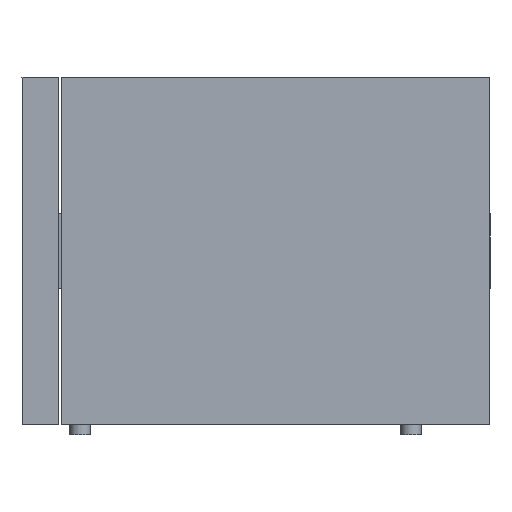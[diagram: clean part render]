
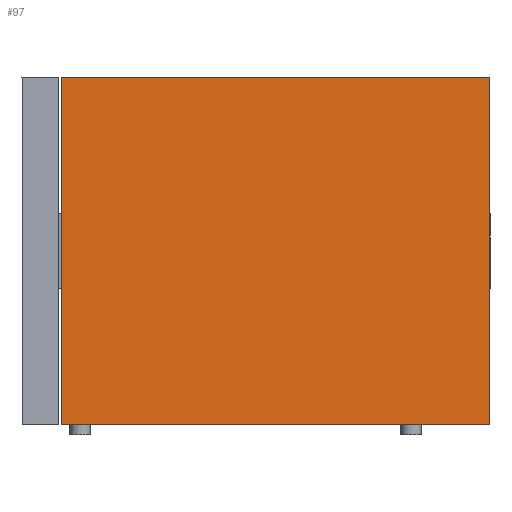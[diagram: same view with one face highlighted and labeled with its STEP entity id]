
A CAD part, left-side view. The second image highlights one B-rep face of the part: STEP entity #97.
In plain terms, the highlighted free-form (B-spline) face has degree [2, 1] with [3, 2] control points.
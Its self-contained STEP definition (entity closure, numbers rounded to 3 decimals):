
#97=ADVANCED_FACE('',(#143),#621,.T.);
#143=FACE_OUTER_BOUND('',#189,.T.);
#189=EDGE_LOOP('',(#327,#328,#329,#330));
#327=ORIENTED_EDGE('',*,*,#434,.T.);
#328=ORIENTED_EDGE('',*,*,#435,.T.);
#329=ORIENTED_EDGE('',*,*,#436,.F.);
#330=ORIENTED_EDGE('',*,*,#432,.F.);
#432=EDGE_CURVE('',#569,#570,#505,.T.);
#434=EDGE_CURVE('',#569,#571,#507,.T.);
#435=EDGE_CURVE('',#571,#572,#508,.T.);
#436=EDGE_CURVE('',#570,#572,#509,.T.);
#505=(
BOUNDED_CURVE()
B_SPLINE_CURVE(1,(#1133,#1134),.UNSPECIFIED.,.F.,.F.)
B_SPLINE_CURVE_WITH_KNOTS((2,2),(0.,815.117),.UNSPECIFIED.)
CURVE()
GEOMETRIC_REPRESENTATION_ITEM()
RATIONAL_B_SPLINE_CURVE((1.,1.))
REPRESENTATION_ITEM('')
);
#507=(
BOUNDED_CURVE()
B_SPLINE_CURVE(2,(#1138,#1139,#1140),.UNSPECIFIED.,.F.,.F.)
B_SPLINE_CURVE_WITH_KNOTS((3,3),(1461.078,2121.44),
 .UNSPECIFIED.)
CURVE()
GEOMETRIC_REPRESENTATION_ITEM()
RATIONAL_B_SPLINE_CURVE((1.,0.998,1.))
REPRESENTATION_ITEM('')
);
#508=(
BOUNDED_CURVE()
B_SPLINE_CURVE(1,(#1141,#1142),.UNSPECIFIED.,.F.,.F.)
B_SPLINE_CURVE_WITH_KNOTS((2,2),(0.,815.117),.UNSPECIFIED.)
CURVE()
GEOMETRIC_REPRESENTATION_ITEM()
RATIONAL_B_SPLINE_CURVE((1.,1.))
REPRESENTATION_ITEM('')
);
#509=(
BOUNDED_CURVE()
B_SPLINE_CURVE(2,(#1143,#1144,#1145),.UNSPECIFIED.,.F.,.F.)
B_SPLINE_CURVE_WITH_KNOTS((3,3),(1461.078,2121.44),
 .UNSPECIFIED.)
CURVE()
GEOMETRIC_REPRESENTATION_ITEM()
RATIONAL_B_SPLINE_CURVE((1.,0.998,1.))
REPRESENTATION_ITEM('')
);
#569=VERTEX_POINT('',#1116);
#570=VERTEX_POINT('',#1117);
#571=VERTEX_POINT('',#1118);
#572=VERTEX_POINT('',#1119);
#621=(
BOUNDED_SURFACE()
B_SPLINE_SURFACE(2,1,((#1098,#1099),(#1100,#1101),(#1102,#1103)),
 .UNSPECIFIED.,.F.,.F.,.F.)
B_SPLINE_SURFACE_WITH_KNOTS((3,3),(2,2),(1461.078,2121.44),
(0.,815.117),.UNSPECIFIED.)
GEOMETRIC_REPRESENTATION_ITEM()
RATIONAL_B_SPLINE_SURFACE(((1.,1.),(0.998,0.998),
(1.,1.)))
REPRESENTATION_ITEM('')
SURFACE()
);
#1098=CARTESIAN_POINT('',(297229.55,26885.269,680.));
#1099=CARTESIAN_POINT('',(297229.55,26070.152,680.));
#1100=CARTESIAN_POINT('',(297210.603,26885.269,350.));
#1101=CARTESIAN_POINT('',(297210.603,26070.152,350.));
#1102=CARTESIAN_POINT('',(297229.55,26885.269,20.));
#1103=CARTESIAN_POINT('',(297229.55,26070.152,20.));
#1116=CARTESIAN_POINT('',(297229.55,26885.269,680.));
#1117=CARTESIAN_POINT('',(297229.55,26070.152,680.));
#1118=CARTESIAN_POINT('',(297229.55,26885.269,20.));
#1119=CARTESIAN_POINT('',(297229.55,26070.152,20.));
#1133=CARTESIAN_POINT('',(297229.55,26885.269,680.));
#1134=CARTESIAN_POINT('',(297229.55,26070.152,680.));
#1138=CARTESIAN_POINT('',(297229.55,26885.269,680.));
#1139=CARTESIAN_POINT('',(297210.603,26885.269,350.));
#1140=CARTESIAN_POINT('',(297229.55,26885.269,20.));
#1141=CARTESIAN_POINT('',(297229.55,26885.269,20.));
#1142=CARTESIAN_POINT('',(297229.55,26070.152,20.));
#1143=CARTESIAN_POINT('',(297229.55,26070.152,680.));
#1144=CARTESIAN_POINT('',(297210.603,26070.152,350.));
#1145=CARTESIAN_POINT('',(297229.55,26070.152,20.));
